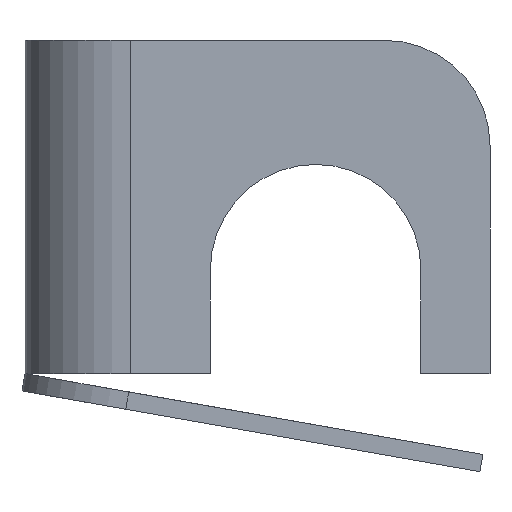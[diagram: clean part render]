
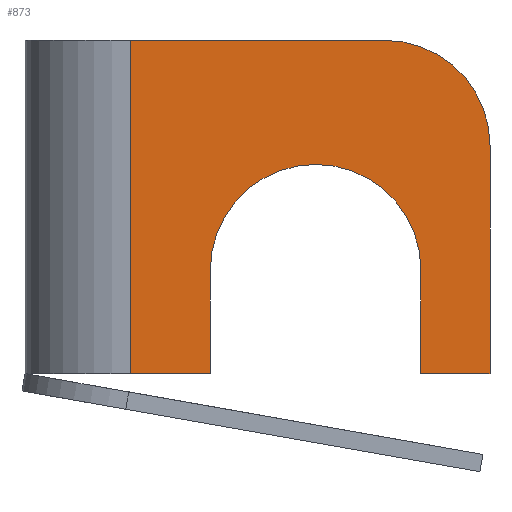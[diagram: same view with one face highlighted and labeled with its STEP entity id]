
A CAD part, front view. The second image highlights one B-rep face of the part: STEP entity #873.
In plain terms, the highlighted planar face has unit normal (0, -1, 0).
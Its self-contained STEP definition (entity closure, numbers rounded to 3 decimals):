
#542=CARTESIAN_POINT('',(0.125,-0.391,1.187));
#543=VERTEX_POINT('',#542);
#551=CARTESIAN_POINT('',(1.031,-0.391,1.187));
#552=VERTEX_POINT('',#551);
#553=CARTESIAN_POINT('',(0.125,-0.391,1.187));
#554=DIRECTION('',(1.0,0.0,0.0));
#555=VECTOR('',#554,0.906);
#556=LINE('',#553,#555);
#557=EDGE_CURVE('',#543,#552,#556,.T.);
#604=CARTESIAN_POINT('',(0.125,-0.391,0.0));
#605=VERTEX_POINT('',#604);
#613=CARTESIAN_POINT('',(0.125,-0.391,0.0));
#614=DIRECTION('',(0.0,0.0,1.0));
#615=VECTOR('',#614,1.187);
#616=LINE('',#613,#615);
#617=EDGE_CURVE('',#605,#543,#616,.T.);
#637=CARTESIAN_POINT('',(0.41,-0.391,0.37));
#638=VERTEX_POINT('',#637);
#645=CARTESIAN_POINT('',(0.41,-0.391,0.0));
#646=VERTEX_POINT('',#645);
#647=CARTESIAN_POINT('',(0.41,-0.391,0.37));
#648=DIRECTION('',(0.0,0.0,-1.0));
#649=VECTOR('',#648,0.37);
#650=LINE('',#647,#649);
#651=EDGE_CURVE('',#638,#646,#650,.T.);
#676=CARTESIAN_POINT('',(1.16,-0.391,0.37));
#677=VERTEX_POINT('',#676);
#684=CARTESIAN_POINT('',(0.785,-0.391,0.37));
#685=DIRECTION('',(0.,-1.0,0.));
#686=DIRECTION('',(0.707,0.,0.707));
#687=AXIS2_PLACEMENT_3D('',#684,#685,#686);
#688=CIRCLE('',#687,0.375);
#689=EDGE_CURVE('',#677,#638,#688,.T.);
#708=CARTESIAN_POINT('',(1.16,-0.391,0.0));
#709=VERTEX_POINT('',#708);
#716=CARTESIAN_POINT('',(1.16,-0.391,0.0));
#717=DIRECTION('',(0.0,0.0,1.0));
#718=VECTOR('',#717,0.37);
#719=LINE('',#716,#718);
#720=EDGE_CURVE('',#709,#677,#719,.T.);
#739=CARTESIAN_POINT('',(1.406,-0.391,0.0));
#740=VERTEX_POINT('',#739);
#747=CARTESIAN_POINT('',(1.406,-0.391,0.0));
#748=DIRECTION('',(-1.0,0.0,0.0));
#749=VECTOR('',#748,0.246);
#750=LINE('',#747,#749);
#751=EDGE_CURVE('',#740,#709,#750,.T.);
#770=CARTESIAN_POINT('',(1.406,-0.391,0.812));
#771=VERTEX_POINT('',#770);
#778=CARTESIAN_POINT('',(1.406,-0.391,0.812));
#779=DIRECTION('',(0.0,0.0,-1.0));
#780=VECTOR('',#779,0.812);
#781=LINE('',#778,#780);
#782=EDGE_CURVE('',#771,#740,#781,.T.);
#801=CARTESIAN_POINT('',(1.031,-0.391,0.812));
#802=DIRECTION('',(0.,1.0,0.));
#803=DIRECTION('',(0.707,0.,0.707));
#804=AXIS2_PLACEMENT_3D('',#801,#802,#803);
#805=CIRCLE('',#804,0.375);
#806=EDGE_CURVE('',#552,#771,#805,.T.);
#825=CARTESIAN_POINT('',(0.41,-0.391,0.0));
#826=DIRECTION('',(-1.0,0.0,0.0));
#827=VECTOR('',#826,0.285);
#828=LINE('',#825,#827);
#829=EDGE_CURVE('',#646,#605,#828,.T.);
#857=CARTESIAN_POINT('',(0.78,-0.391,0.54));
#858=DIRECTION('',(0.0,-1.0,0.0));
#859=DIRECTION('',(0.0,0.0,-1.0));
#860=AXIS2_PLACEMENT_3D('',#857,#858,#859);
#861=PLANE('',#860);
#862=ORIENTED_EDGE('',*,*,#617,.F.);
#863=ORIENTED_EDGE('',*,*,#829,.F.);
#864=ORIENTED_EDGE('',*,*,#651,.F.);
#865=ORIENTED_EDGE('',*,*,#689,.F.);
#866=ORIENTED_EDGE('',*,*,#720,.F.);
#867=ORIENTED_EDGE('',*,*,#751,.F.);
#868=ORIENTED_EDGE('',*,*,#782,.F.);
#869=ORIENTED_EDGE('',*,*,#806,.F.);
#870=ORIENTED_EDGE('',*,*,#557,.F.);
#871=EDGE_LOOP('',(#862,#863,#864,#865,#866,#867,#868,#869,#870));
#872=FACE_OUTER_BOUND('',#871,.T.);
#873=ADVANCED_FACE('',(#872),#861,.T.);
